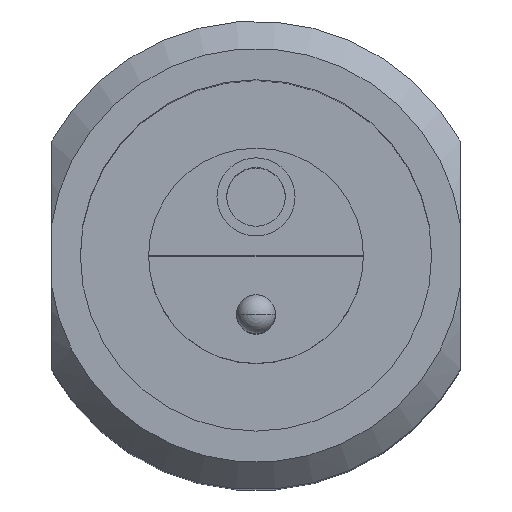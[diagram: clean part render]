
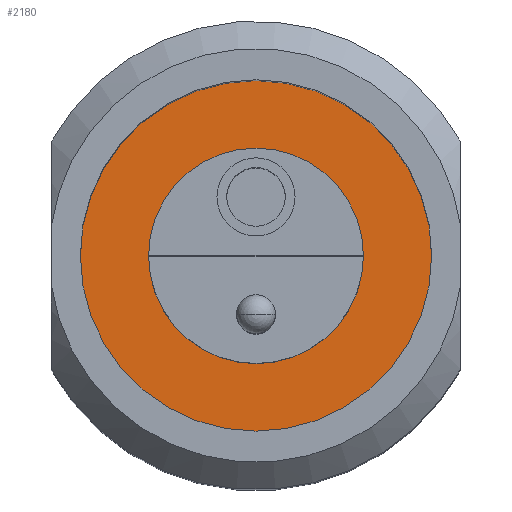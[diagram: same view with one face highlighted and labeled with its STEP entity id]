
A CAD part, top view. The second image highlights one B-rep face of the part: STEP entity #2180.
In plain terms, the highlighted planar face has unit normal (0, 0, 1).
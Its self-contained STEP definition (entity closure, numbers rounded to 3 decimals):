
#2112=CARTESIAN_POINT('',(4.5,0.0,7.7));
#2113=VERTEX_POINT('',#2112);
#2129=CARTESIAN_POINT('',(-4.5,0.,7.7));
#2130=VERTEX_POINT('',#2129);
#2137=CARTESIAN_POINT('',(0.0,0.0,7.7));
#2138=DIRECTION('',(0.0,0.0,1.0));
#2139=DIRECTION('',(1.0,0.0,0.0));
#2140=AXIS2_PLACEMENT_3D('',#2137,#2138,#2139);
#2141=CIRCLE('',#2140,4.5);
#2142=EDGE_CURVE('',#2113,#2130,#2141,.T.);
#2153=CARTESIAN_POINT('',(0.0,0.0,7.7));
#2154=DIRECTION('',(0.0,0.0,1.0));
#2155=DIRECTION('',(1.0,0.0,0.0));
#2156=AXIS2_PLACEMENT_3D('',#2153,#2154,#2155);
#2157=CIRCLE('',#2156,4.5);
#2158=EDGE_CURVE('',#2130,#2113,#2157,.T.);
#2171=CARTESIAN_POINT('',(0.0,0.0,7.7));
#2172=DIRECTION('',(0.0,0.0,1.0));
#2173=DIRECTION('',(1.0,0.0,0.0));
#2174=AXIS2_PLACEMENT_3D('',#2171,#2172,#2173);
#2175=PLANE('',#2174);
#2176=ORIENTED_EDGE('',*,*,#2142,.T.);
#2177=ORIENTED_EDGE('',*,*,#2158,.T.);
#2178=EDGE_LOOP('',(#2176,#2177));
#2179=FACE_OUTER_BOUND('',#2178,.T.);
#2180=ADVANCED_FACE('',(#2179),#2175,.T.);
